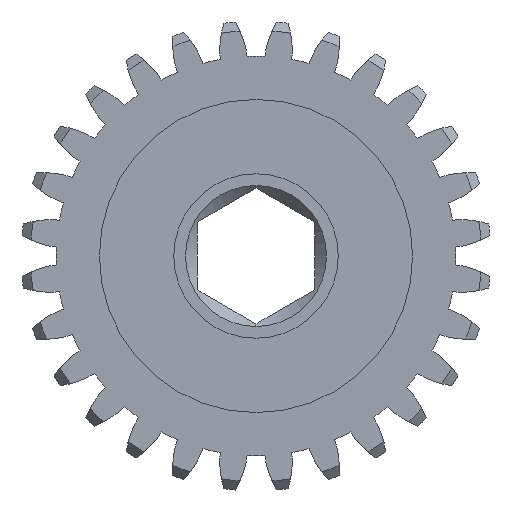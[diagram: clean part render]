
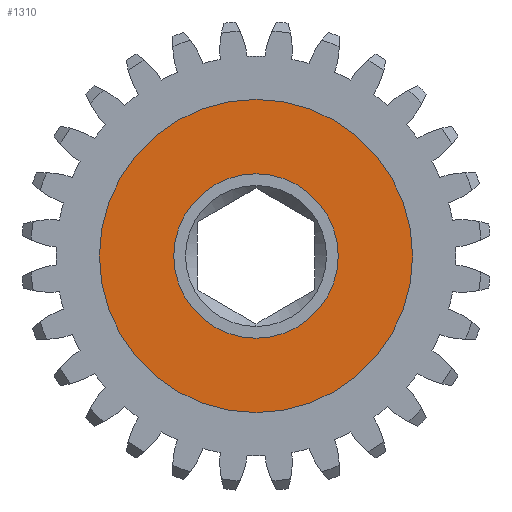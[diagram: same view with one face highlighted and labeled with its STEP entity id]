
A CAD part, left-side view. The second image highlights one B-rep face of the part: STEP entity #1310.
In plain terms, the highlighted planar face has unit normal (-1, 0, 0).
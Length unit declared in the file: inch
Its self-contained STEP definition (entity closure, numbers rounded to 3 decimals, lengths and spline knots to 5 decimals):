
#265 = EDGE_CURVE ( 'NONE', #3922, #2839, #5922, .T. ) ;
#387 = DIRECTION ( 'NONE',  ( 0., 0., -1. ) ) ;
#437 = DIRECTION ( 'NONE',  ( 1., 0., 0. ) ) ;
#571 = ORIENTED_EDGE ( 'NONE', *, *, #6019, .T. ) ;
#902 = VERTEX_POINT ( 'NONE', #6820 ) ;
#945 = FACE_OUTER_BOUND ( 'NONE', #1049, .T. ) ;
#970 = CARTESIAN_POINT ( 'NONE',  ( 0.1375, 0., 0.5 ) ) ;
#1049 = EDGE_LOOP ( 'NONE', ( #2628, #5819 ) ) ;
#1310 = ADVANCED_FACE ( 'NONE', ( #945, #3097 ), #4727, .F. ) ;
#1898 = CARTESIAN_POINT ( 'NONE',  ( 0.1375, 0., 0.2625 ) ) ;
#2057 = DIRECTION ( 'NONE',  ( 0., 0., -1. ) ) ;
#2155 = DIRECTION ( 'NONE',  ( 1., 0., 0. ) ) ;
#2254 = AXIS2_PLACEMENT_3D ( 'NONE', #4549, #6735, #2878 ) ;
#2466 = VERTEX_POINT ( 'NONE', #1898 ) ;
#2479 = CIRCLE ( 'NONE', #2254, 0.2625 ) ;
#2628 = ORIENTED_EDGE ( 'NONE', *, *, #5714, .F. ) ;
#2839 = VERTEX_POINT ( 'NONE', #970 ) ;
#2878 = DIRECTION ( 'NONE',  ( 0., 0., -1. ) ) ;
#2934 = AXIS2_PLACEMENT_3D ( 'NONE', #5334, #6297, #387 ) ;
#3097 = FACE_BOUND ( 'NONE', #4204, .T. ) ;
#3163 = DIRECTION ( 'NONE',  ( 0., 0., -1. ) ) ;
#3259 = ORIENTED_EDGE ( 'NONE', *, *, #5760, .T. ) ;
#3506 = CIRCLE ( 'NONE', #2934, 0.5 ) ;
#3705 = DIRECTION ( 'NONE',  ( 0., 0., -1. ) ) ;
#3922 = VERTEX_POINT ( 'NONE', #4122 ) ;
#4122 = CARTESIAN_POINT ( 'NONE',  ( 0.1375, 0., -0.5 ) ) ;
#4197 = DIRECTION ( 'NONE',  ( 1., 0., 0. ) ) ;
#4204 = EDGE_LOOP ( 'NONE', ( #3259, #571 ) ) ;
#4549 = CARTESIAN_POINT ( 'NONE',  ( 0.1375, 0., 0. ) ) ;
#4678 = CARTESIAN_POINT ( 'NONE',  ( 0.1375, 0., 0. ) ) ;
#4727 = PLANE ( 'NONE',  #5818 ) ;
#4831 = AXIS2_PLACEMENT_3D ( 'NONE', #4678, #2155, #3163 ) ;
#5241 = CARTESIAN_POINT ( 'NONE',  ( 0.1375, 0., 0. ) ) ;
#5334 = CARTESIAN_POINT ( 'NONE',  ( 0.1375, 0., 0. ) ) ;
#5502 = CIRCLE ( 'NONE', #4831, 0.2625 ) ;
#5714 = EDGE_CURVE ( 'NONE', #2839, #3922, #3506, .T. ) ;
#5760 = EDGE_CURVE ( 'NONE', #902, #2466, #5502, .T. ) ;
#5818 = AXIS2_PLACEMENT_3D ( 'NONE', #5241, #437, #2057 ) ;
#5819 = ORIENTED_EDGE ( 'NONE', *, *, #265, .F. ) ;
#5922 = CIRCLE ( 'NONE', #6267, 0.5 ) ;
#6019 = EDGE_CURVE ( 'NONE', #2466, #902, #2479, .T. ) ;
#6267 = AXIS2_PLACEMENT_3D ( 'NONE', #6381, #4197, #3705 ) ;
#6297 = DIRECTION ( 'NONE',  ( 1., 0., 0. ) ) ;
#6381 = CARTESIAN_POINT ( 'NONE',  ( 0.1375, 0., 0. ) ) ;
#6735 = DIRECTION ( 'NONE',  ( 1., 0., 0. ) ) ;
#6820 = CARTESIAN_POINT ( 'NONE',  ( 0.1375, 0., -0.2625 ) ) ;
